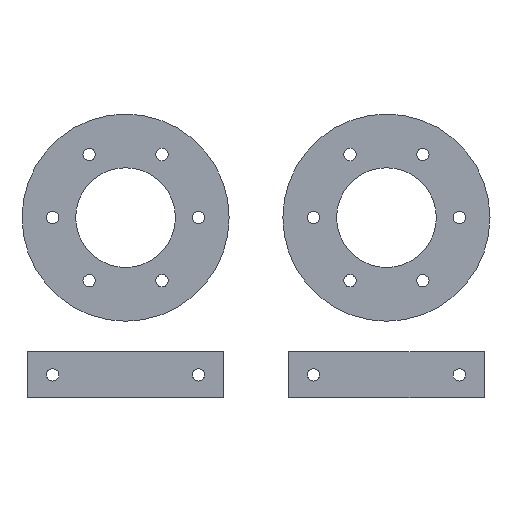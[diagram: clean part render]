
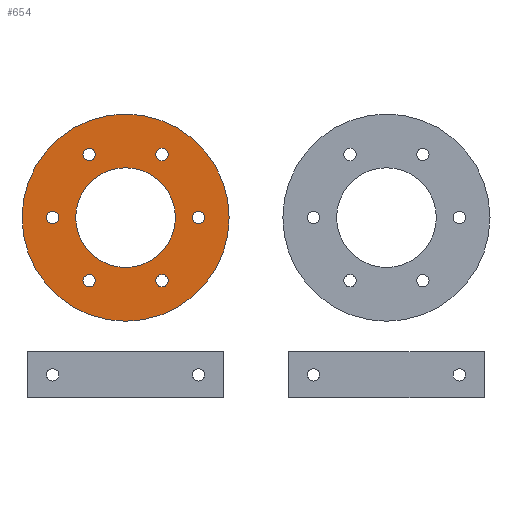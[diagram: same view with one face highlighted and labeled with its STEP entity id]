
A CAD part, top view. The second image highlights one B-rep face of the part: STEP entity #654.
In plain terms, the highlighted planar face has unit normal (0, 0, 1).
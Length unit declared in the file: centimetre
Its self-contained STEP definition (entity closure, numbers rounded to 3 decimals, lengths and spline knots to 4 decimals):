
#30=FACE_BOUND('',#127,.T.);
#31=FACE_BOUND('',#128,.T.);
#32=FACE_BOUND('',#129,.T.);
#33=FACE_BOUND('',#130,.T.);
#34=FACE_BOUND('',#131,.T.);
#35=FACE_BOUND('',#132,.T.);
#36=FACE_BOUND('',#133,.T.);
#66=PLANE('',#712);
#90=FACE_OUTER_BOUND('',#126,.T.);
#126=EDGE_LOOP('',(#490));
#127=EDGE_LOOP('',(#491));
#128=EDGE_LOOP('',(#492));
#129=EDGE_LOOP('',(#493));
#130=EDGE_LOOP('',(#494));
#131=EDGE_LOOP('',(#495));
#132=EDGE_LOOP('',(#496));
#133=EDGE_LOOP('',(#497));
#278=CIRCLE('',#689,8.);
#280=CIRCLE('',#692,8.);
#282=CIRCLE('',#695,65.);
#284=CIRCLE('',#698,8.);
#286=CIRCLE('',#701,8.);
#288=CIRCLE('',#704,8.);
#290=CIRCLE('',#707,8.);
#292=CIRCLE('',#710,135.);
#318=VERTEX_POINT('',#976);
#320=VERTEX_POINT('',#982);
#322=VERTEX_POINT('',#988);
#324=VERTEX_POINT('',#994);
#326=VERTEX_POINT('',#1000);
#328=VERTEX_POINT('',#1006);
#330=VERTEX_POINT('',#1012);
#332=VERTEX_POINT('',#1018);
#374=EDGE_CURVE('',#318,#318,#278,.T.);
#377=EDGE_CURVE('',#320,#320,#280,.T.);
#380=EDGE_CURVE('',#322,#322,#282,.T.);
#383=EDGE_CURVE('',#324,#324,#284,.T.);
#386=EDGE_CURVE('',#326,#326,#286,.T.);
#389=EDGE_CURVE('',#328,#328,#288,.T.);
#392=EDGE_CURVE('',#330,#330,#290,.T.);
#395=EDGE_CURVE('',#332,#332,#292,.T.);
#490=ORIENTED_EDGE('',*,*,#395,.F.);
#491=ORIENTED_EDGE('',*,*,#392,.F.);
#492=ORIENTED_EDGE('',*,*,#389,.F.);
#493=ORIENTED_EDGE('',*,*,#386,.F.);
#494=ORIENTED_EDGE('',*,*,#383,.F.);
#495=ORIENTED_EDGE('',*,*,#380,.F.);
#496=ORIENTED_EDGE('',*,*,#377,.F.);
#497=ORIENTED_EDGE('',*,*,#374,.F.);
#654=ADVANCED_FACE('',(#90,#30,#31,#32,#33,#34,#35,#36),#66,.T.);
#689=AXIS2_PLACEMENT_3D('',#977,#773,#774);
#692=AXIS2_PLACEMENT_3D('',#983,#780,#781);
#695=AXIS2_PLACEMENT_3D('',#989,#787,#788);
#698=AXIS2_PLACEMENT_3D('',#995,#794,#795);
#701=AXIS2_PLACEMENT_3D('',#1001,#801,#802);
#704=AXIS2_PLACEMENT_3D('',#1007,#808,#809);
#707=AXIS2_PLACEMENT_3D('',#1013,#815,#816);
#710=AXIS2_PLACEMENT_3D('',#1019,#822,#823);
#712=AXIS2_PLACEMENT_3D('',#1023,#827,#828);
#773=DIRECTION('center_axis',(0.,0.,1.));
#774=DIRECTION('ref_axis',(0.,-1.,0.));
#780=DIRECTION('center_axis',(0.,0.,1.));
#781=DIRECTION('ref_axis',(0.,1.,0.));
#787=DIRECTION('center_axis',(0.,0.,1.));
#788=DIRECTION('ref_axis',(0.,-1.,0.));
#794=DIRECTION('center_axis',(0.,0.,1.));
#795=DIRECTION('ref_axis',(0.,1.,0.));
#801=DIRECTION('center_axis',(0.,0.,1.));
#802=DIRECTION('ref_axis',(0.,-1.,0.));
#808=DIRECTION('center_axis',(0.,0.,1.));
#809=DIRECTION('ref_axis',(0.,-1.,0.));
#815=DIRECTION('center_axis',(0.,0.,1.));
#816=DIRECTION('ref_axis',(0.,-1.,0.));
#822=DIRECTION('center_axis',(0.,0.,-1.));
#823=DIRECTION('ref_axis',(0.,-1.,0.));
#827=DIRECTION('center_axis',(0.,0.,1.));
#828=DIRECTION('ref_axis',(1.,0.,0.));
#976=CARTESIAN_POINT('',(-95.,8.,3.));
#977=CARTESIAN_POINT('Origin',(-95.,0.,3.));
#982=CARTESIAN_POINT('',(-47.5,74.2724,3.));
#983=CARTESIAN_POINT('Origin',(-47.5,82.2724,3.));
#988=CARTESIAN_POINT('',(0.,65.,3.));
#989=CARTESIAN_POINT('Origin',(0.,0.,3.));
#994=CARTESIAN_POINT('',(47.5,74.2724,3.));
#995=CARTESIAN_POINT('Origin',(47.5,82.2724,3.));
#1000=CARTESIAN_POINT('',(95.,8.,3.));
#1001=CARTESIAN_POINT('Origin',(95.,0.,3.));
#1006=CARTESIAN_POINT('',(47.5,-74.2724,3.));
#1007=CARTESIAN_POINT('Origin',(47.5,-82.2724,3.));
#1012=CARTESIAN_POINT('',(-47.5,-74.2724,3.));
#1013=CARTESIAN_POINT('Origin',(-47.5,-82.2724,3.));
#1018=CARTESIAN_POINT('',(0.,135.,3.));
#1019=CARTESIAN_POINT('Origin',(0.,0.,3.));
#1023=CARTESIAN_POINT('Origin',(0.,0.,3.));
